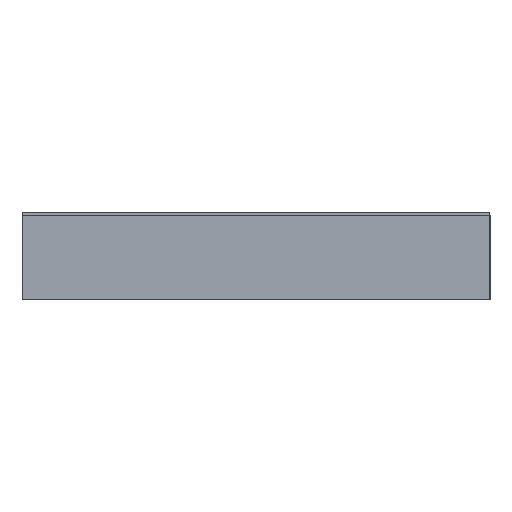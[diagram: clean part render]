
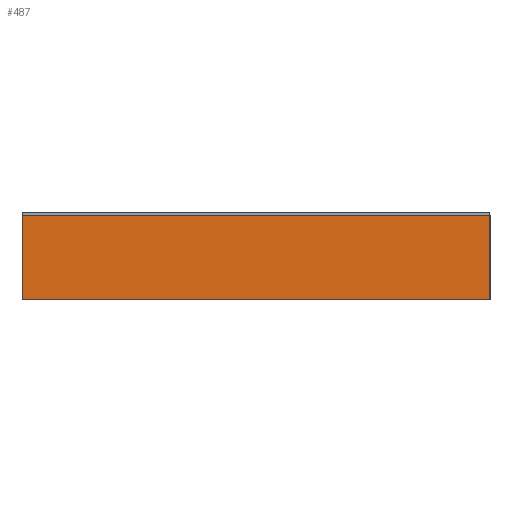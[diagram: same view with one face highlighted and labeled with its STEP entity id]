
A CAD part, left-side view. The second image highlights one B-rep face of the part: STEP entity #487.
In plain terms, the highlighted planar face has unit normal (-1, 0, 0).
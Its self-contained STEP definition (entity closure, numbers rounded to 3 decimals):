
#487=ADVANCED_FACE('',(#1030),#1031,.T.);
#515=EDGE_CURVE('',#1072,#1073,#1074,.T.);
#517=EDGE_CURVE('',#1076,#1072,#1077,.T.);
#519=EDGE_CURVE('',#1076,#1079,#1080,.T.);
#521=EDGE_CURVE('',#1079,#1073,#1082,.T.);
#1030=FACE_OUTER_BOUND('',#1719,.T.);
#1031=PLANE('',#1720);
#1072=VERTEX_POINT('',#1762);
#1073=VERTEX_POINT('',#1763);
#1074=LINE('',#1764,#1765);
#1076=VERTEX_POINT('',#1768);
#1077=LINE('',#1769,#1770);
#1079=VERTEX_POINT('',#1773);
#1080=LINE('',#1774,#1775);
#1082=LINE('',#1778,#1779);
#1719=EDGE_LOOP('',(#2983,#2984,#2985,#2986));
#1720=AXIS2_PLACEMENT_3D('',#2987,#2988,#2989);
#1762=CARTESIAN_POINT('',(-3.15,1.6,0.));
#1763=CARTESIAN_POINT('',(-3.15,1.6,0.58));
#1764=CARTESIAN_POINT('',(-3.15,1.6,0.));
#1765=VECTOR('',#3110,1.0);
#1768=CARTESIAN_POINT('',(-3.15,-1.6,0.));
#1769=CARTESIAN_POINT('',(-3.15,-1.6,0.));
#1770=VECTOR('',#3111,1.0);
#1773=CARTESIAN_POINT('',(-3.15,-1.6,0.58));
#1774=CARTESIAN_POINT('',(-3.15,-1.6,0.));
#1775=VECTOR('',#3112,1.0);
#1778=CARTESIAN_POINT('',(-3.15,-1.6,0.58));
#1779=VECTOR('',#3113,1.0);
#2983=ORIENTED_EDGE('',*,*,#515,.F.);
#2984=ORIENTED_EDGE('',*,*,#517,.F.);
#2985=ORIENTED_EDGE('',*,*,#519,.T.);
#2986=ORIENTED_EDGE('',*,*,#521,.T.);
#2987=CARTESIAN_POINT('',(-3.15,-1.6,0.));
#2988=DIRECTION('',(-1.0,0.0,0.0));
#2989=DIRECTION('',(0.0,0.0,1.0));
#3110=DIRECTION('',(0.0,0.0,1.0));
#3111=DIRECTION('',(0.0,1.0,0.0));
#3112=DIRECTION('',(0.0,0.0,1.0));
#3113=DIRECTION('',(0.0,1.0,0.0));
